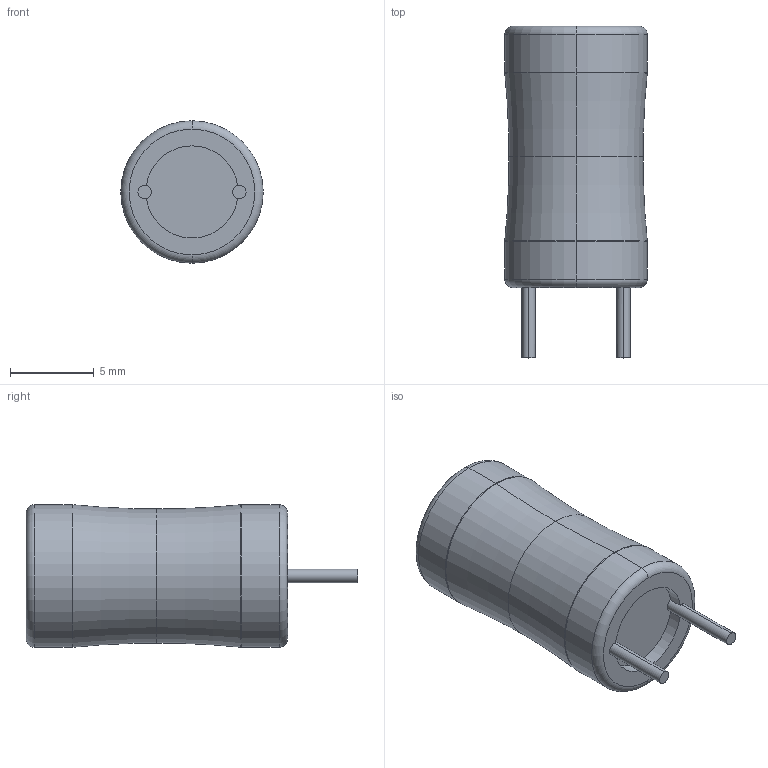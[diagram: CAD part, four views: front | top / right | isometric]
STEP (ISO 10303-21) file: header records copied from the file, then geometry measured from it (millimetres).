
FILE_DESCRIPTION (( 'STEP AP214' ), '1' );
FILE_NAME ('I-Äðîññåëü 11õ8 mm.STEP', '2024-11-07T13:57:48', ( '' ), ( '' ), 'SwSTEP 2.0', 'SolidWorks 2021', '' );
FILE_SCHEMA (( 'AUTOMOTIVE_DESIGN' ));
Length unit declared in the file: millimetre
Products named in the file (1): I-Äðîññåëü 11õ8 mm
Bounding box: 8.5 x 19.8 x 8.5 mm (x, y, z)
Volume: 805.2 mm3; surface area: 557.5 mm2
Topology: 1 solids, 1 shells, 31 faces, 67 edges, 40 vertices
Faces by surface type: cylinder 13, torus 12, plane 6
Entity records: 983 total; most frequent: DIRECTION 183, CARTESIAN_POINT 139, ORIENTED_EDGE 134, AXIS2_PLACEMENT_3D 84, EDGE_CURVE 67, CIRCLE 52, VERTEX_POINT 40, EDGE_LOOP 33
